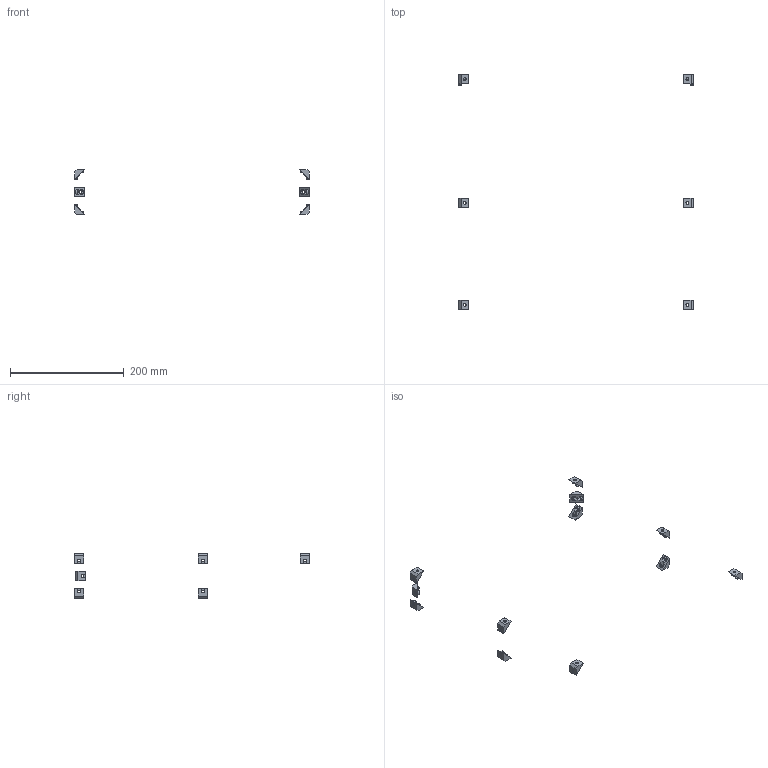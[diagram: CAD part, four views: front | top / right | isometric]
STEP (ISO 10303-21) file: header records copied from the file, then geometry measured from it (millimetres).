
FILE_DESCRIPTION(/* description */ (''),/* implementation_level */ '2;1');
FILE_NAME(/* name */ 'L bracket nut retainer.step',/* time_stamp */ '2024-04-15T10:27:16-04:00',/* author */ (''),/* organization */ (''),/* preprocessor_version */ 'ST-DEVELOPER v20',/* originating_system */ 'Autodesk Translation Framework v12.20.1.177',/* authorisation */ '');
FILE_SCHEMA (('AUTOMOTIVE_DESIGN { 1 0 10303 214 3 1 1 }'));
Length unit declared in the file: millimetre
Products named in the file (1): 12x - L bracket nut retainer
Bounding box: 412.66 x 413.38 x 79.02 mm (x, y, z)
Volume: 23955.8 mm3; surface area: 17773.9 mm2
Topology: 12 solids, 12 shells, 420 faces, 1152 edges, 768 vertices
Faces by surface type: plane 324, cylinder 96
Full cylindrical faces by diameter (mm): 4.8 x24
Entity records: 13545 total; most frequent: CARTESIAN_POINT 2677, ORIENTED_EDGE 2304, DIRECTION 2090, EDGE_CURVE 1152, LINE 960, VECTOR 960, VERTEX_POINT 768, AXIS2_PLACEMENT_3D 565
